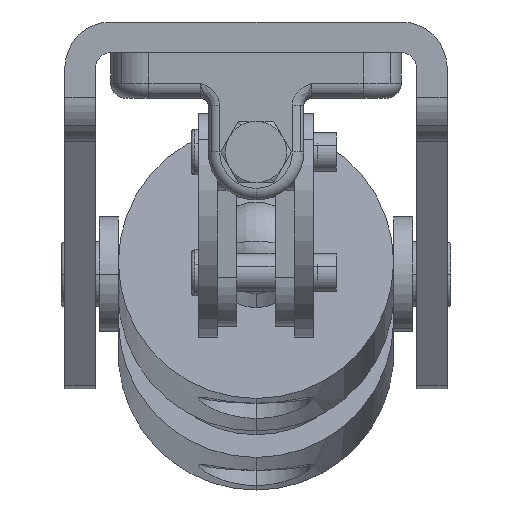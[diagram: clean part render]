
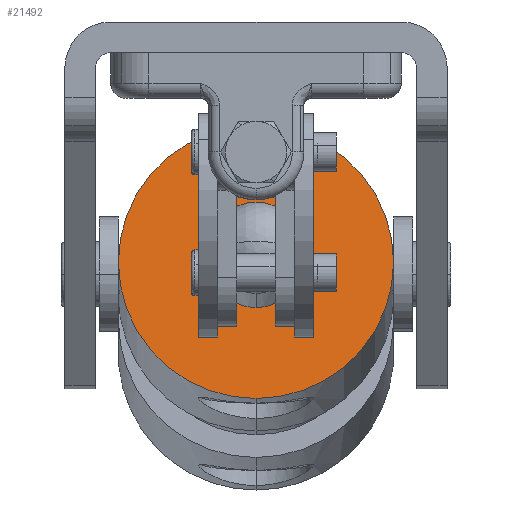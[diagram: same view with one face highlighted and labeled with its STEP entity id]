
A CAD part, left-side view. The second image highlights one B-rep face of the part: STEP entity #21492.
In plain terms, the highlighted face is planar.
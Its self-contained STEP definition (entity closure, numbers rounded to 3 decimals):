
#19843=CARTESIAN_POINT('',(-31.834,11.253,0.0));
#19844=VERTEX_POINT('',#19843);
#19853=CARTESIAN_POINT('',(-31.834,-24.747,0.));
#19854=VERTEX_POINT('',#19853);
#19855=CARTESIAN_POINT('',(-31.834,-6.747,0.0));
#19856=DIRECTION('',(1.0,0.0,0.0));
#19857=DIRECTION('',(0.0,1.0,0.0));
#19858=AXIS2_PLACEMENT_3D('',#19855,#19856,#19857);
#19859=CIRCLE('',#19858,18.);
#19860=EDGE_CURVE('',#19844,#19854,#19859,.T.);
#20019=CARTESIAN_POINT('',(-31.834,-0.747,0.0));
#20020=VERTEX_POINT('',#20019);
#20062=CARTESIAN_POINT('',(-31.834,-12.747,0.));
#20063=VERTEX_POINT('',#20062);
#20070=CARTESIAN_POINT('',(-31.834,-6.747,0.0));
#20071=DIRECTION('',(1.0,0.0,0.0));
#20072=DIRECTION('',(0.0,1.0,0.0));
#20073=AXIS2_PLACEMENT_3D('',#20070,#20071,#20072);
#20074=CIRCLE('',#20073,6.0);
#20075=EDGE_CURVE('',#20020,#20063,#20074,.T.);
#21438=CARTESIAN_POINT('',(-31.834,-6.747,0.0));
#21439=DIRECTION('',(1.0,0.0,0.0));
#21440=DIRECTION('',(0.0,1.0,0.0));
#21441=AXIS2_PLACEMENT_3D('',#21438,#21439,#21440);
#21442=CIRCLE('',#21441,6.0);
#21443=EDGE_CURVE('',#20063,#20020,#21442,.T.);
#21473=CARTESIAN_POINT('',(-31.834,5.253,0.0));
#21474=DIRECTION('',(-1.0,0.0,0.0));
#21475=DIRECTION('',(0.0,0.0,1.0));
#21476=AXIS2_PLACEMENT_3D('',#21473,#21474,#21475);
#21477=PLANE('',#21476);
#21478=ORIENTED_EDGE('',*,*,#19860,.F.);
#21479=CARTESIAN_POINT('',(-31.834,-6.747,0.0));
#21480=DIRECTION('',(1.0,0.0,0.0));
#21481=DIRECTION('',(0.0,1.0,0.0));
#21482=AXIS2_PLACEMENT_3D('',#21479,#21480,#21481);
#21483=CIRCLE('',#21482,18.);
#21484=EDGE_CURVE('',#19854,#19844,#21483,.T.);
#21485=ORIENTED_EDGE('',*,*,#21484,.F.);
#21486=EDGE_LOOP('',(#21478,#21485));
#21487=FACE_OUTER_BOUND('',#21486,.T.);
#21488=ORIENTED_EDGE('',*,*,#20075,.T.);
#21489=ORIENTED_EDGE('',*,*,#21443,.T.);
#21490=EDGE_LOOP('',(#21488,#21489));
#21491=FACE_BOUND('',#21490,.T.);
#21492=ADVANCED_FACE('',(#21487,#21491),#21477,.T.);
